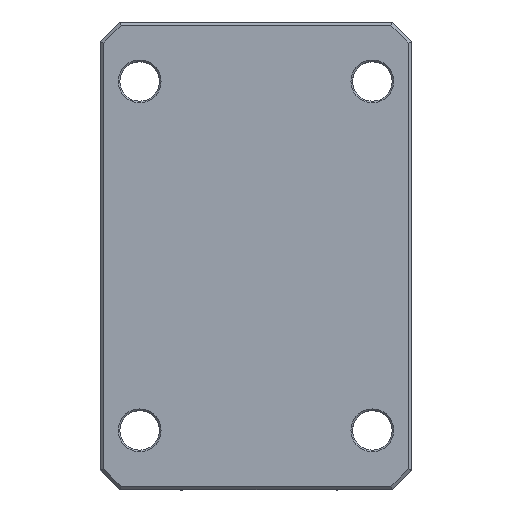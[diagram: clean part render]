
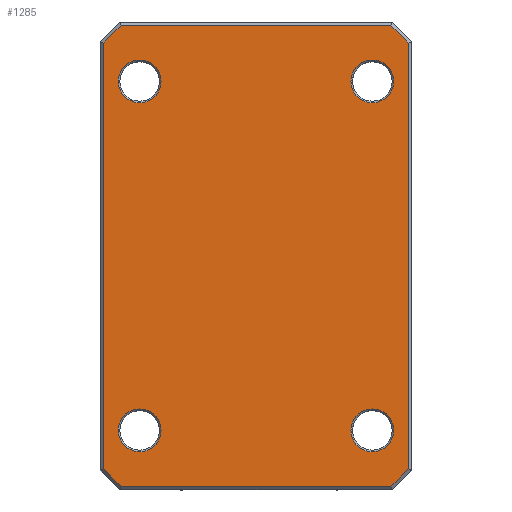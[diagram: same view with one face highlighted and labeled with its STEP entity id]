
A CAD part, top view. The second image highlights one B-rep face of the part: STEP entity #1285.
In plain terms, the highlighted planar face has unit normal (0, 0, 1).
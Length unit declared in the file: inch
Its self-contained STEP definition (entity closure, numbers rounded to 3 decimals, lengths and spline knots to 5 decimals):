
#96=FACE_BOUND('',#238,.T.);
#97=FACE_BOUND('',#239,.T.);
#98=FACE_BOUND('',#240,.T.);
#99=FACE_BOUND('',#241,.T.);
#111=CIRCLE('',#1381,0.27);
#112=CIRCLE('',#1382,0.27);
#113=CIRCLE('',#1383,0.27);
#114=CIRCLE('',#1384,0.27);
#156=FACE_OUTER_BOUND('',#237,.T.);
#237=EDGE_LOOP('',(#864,#865,#866,#867,#868,#869,#870,#871));
#238=EDGE_LOOP('',(#872));
#239=EDGE_LOOP('',(#873));
#240=EDGE_LOOP('',(#874));
#241=EDGE_LOOP('',(#875));
#335=LINE('',#1879,#443);
#336=LINE('',#1882,#444);
#337=LINE('',#1884,#445);
#338=LINE('',#1886,#446);
#339=LINE('',#1888,#447);
#340=LINE('',#1890,#448);
#341=LINE('',#1892,#449);
#342=LINE('',#1893,#450);
#443=VECTOR('',#1513,0.3937);
#444=VECTOR('',#1516,0.3937);
#445=VECTOR('',#1517,0.3937);
#446=VECTOR('',#1518,0.3937);
#447=VECTOR('',#1519,0.3937);
#448=VECTOR('',#1520,0.3937);
#449=VECTOR('',#1521,0.3937);
#450=VECTOR('',#1522,0.3937);
#548=VERTEX_POINT('',#1872);
#551=VERTEX_POINT('',#1877);
#552=VERTEX_POINT('',#1881);
#553=VERTEX_POINT('',#1883);
#554=VERTEX_POINT('',#1885);
#555=VERTEX_POINT('',#1887);
#556=VERTEX_POINT('',#1889);
#557=VERTEX_POINT('',#1891);
#558=VERTEX_POINT('',#1894);
#559=VERTEX_POINT('',#1896);
#560=VERTEX_POINT('',#1898);
#561=VERTEX_POINT('',#1900);
#671=EDGE_CURVE('',#551,#548,#335,.T.);
#672=EDGE_CURVE('',#552,#551,#336,.T.);
#673=EDGE_CURVE('',#553,#552,#337,.T.);
#674=EDGE_CURVE('',#554,#553,#338,.T.);
#675=EDGE_CURVE('',#555,#554,#339,.T.);
#676=EDGE_CURVE('',#556,#555,#340,.T.);
#677=EDGE_CURVE('',#557,#556,#341,.T.);
#678=EDGE_CURVE('',#548,#557,#342,.T.);
#679=EDGE_CURVE('',#558,#558,#111,.T.);
#680=EDGE_CURVE('',#559,#559,#112,.T.);
#681=EDGE_CURVE('',#560,#560,#113,.T.);
#682=EDGE_CURVE('',#561,#561,#114,.T.);
#864=ORIENTED_EDGE('',*,*,#671,.F.);
#865=ORIENTED_EDGE('',*,*,#672,.F.);
#866=ORIENTED_EDGE('',*,*,#673,.F.);
#867=ORIENTED_EDGE('',*,*,#674,.F.);
#868=ORIENTED_EDGE('',*,*,#675,.F.);
#869=ORIENTED_EDGE('',*,*,#676,.F.);
#870=ORIENTED_EDGE('',*,*,#677,.F.);
#871=ORIENTED_EDGE('',*,*,#678,.F.);
#872=ORIENTED_EDGE('',*,*,#679,.F.);
#873=ORIENTED_EDGE('',*,*,#680,.F.);
#874=ORIENTED_EDGE('',*,*,#681,.F.);
#875=ORIENTED_EDGE('',*,*,#682,.F.);
#1245=PLANE('',#1380);
#1285=ADVANCED_FACE('',(#156,#96,#97,#98,#99),#1245,.T.);
#1380=AXIS2_PLACEMENT_3D('',#1880,#1514,#1515);
#1381=AXIS2_PLACEMENT_3D('',#1895,#1523,#1524);
#1382=AXIS2_PLACEMENT_3D('',#1897,#1525,#1526);
#1383=AXIS2_PLACEMENT_3D('',#1899,#1527,#1528);
#1384=AXIS2_PLACEMENT_3D('',#1901,#1529,#1530);
#1513=DIRECTION('',(-0.707,-0.707,0.));
#1514=DIRECTION('center_axis',(0.,0.,1.));
#1515=DIRECTION('ref_axis',(1.,0.,0.));
#1516=DIRECTION('',(0.,-1.,0.));
#1517=DIRECTION('',(0.707,-0.707,0.));
#1518=DIRECTION('',(1.,0.,0.));
#1519=DIRECTION('',(0.707,0.707,0.));
#1520=DIRECTION('',(0.,1.,0.));
#1521=DIRECTION('',(-0.707,0.707,0.));
#1522=DIRECTION('',(-1.,0.,0.));
#1523=DIRECTION('center_axis',(0.,0.,1.));
#1524=DIRECTION('ref_axis',(-1.,0.,0.));
#1525=DIRECTION('center_axis',(0.,0.,1.));
#1526=DIRECTION('ref_axis',(-1.,0.,0.));
#1527=DIRECTION('center_axis',(0.,0.,1.));
#1528=DIRECTION('ref_axis',(-1.,0.,0.));
#1529=DIRECTION('center_axis',(0.,0.,1.));
#1530=DIRECTION('ref_axis',(-1.,0.,0.));
#1872=CARTESIAN_POINT('',(1.70194,0.5397,3.9685));
#1877=CARTESIAN_POINT('',(1.9285,0.76627,3.9685));
#1879=CARTESIAN_POINT('',(1.19817,0.03593,3.9685));
#1880=CARTESIAN_POINT('Origin',(0.,0.,3.9685));
#1881=CARTESIAN_POINT('',(1.9285,6.13864,3.9685));
#1882=CARTESIAN_POINT('',(1.9285,3.2026,3.9685));
#1883=CARTESIAN_POINT('',(1.70194,6.36521,3.9685));
#1884=CARTESIAN_POINT('',(2.9244,5.14275,3.9685));
#1885=CARTESIAN_POINT('',(-1.70194,6.36521,3.9685));
#1886=CARTESIAN_POINT('',(-0.98425,6.36521,3.9685));
#1887=CARTESIAN_POINT('',(-1.9285,6.13864,3.9685));
#1888=CARTESIAN_POINT('',(-2.9244,5.14275,3.9685));
#1889=CARTESIAN_POINT('',(-1.9285,0.76627,3.9685));
#1890=CARTESIAN_POINT('',(-1.9285,3.2026,3.9685));
#1891=CARTESIAN_POINT('',(-1.70194,0.5397,3.9685));
#1892=CARTESIAN_POINT('',(-1.19817,0.03593,3.9685));
#1893=CARTESIAN_POINT('',(-0.98425,0.5397,3.9685));
#1894=CARTESIAN_POINT('',(-1.1985,5.65521,3.9685));
#1895=CARTESIAN_POINT('Origin',(-1.4685,5.65521,3.9685));
#1896=CARTESIAN_POINT('',(1.7385,1.2497,3.9685));
#1897=CARTESIAN_POINT('Origin',(1.4685,1.2497,3.9685));
#1898=CARTESIAN_POINT('',(-1.1985,1.2497,3.9685));
#1899=CARTESIAN_POINT('Origin',(-1.4685,1.2497,3.9685));
#1900=CARTESIAN_POINT('',(1.7385,5.65521,3.9685));
#1901=CARTESIAN_POINT('Origin',(1.4685,5.65521,3.9685));
